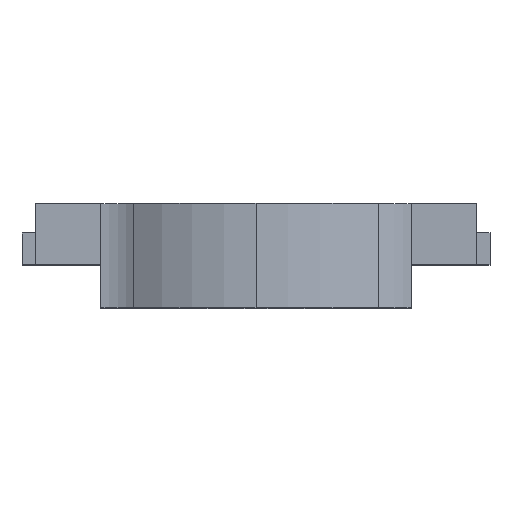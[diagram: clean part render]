
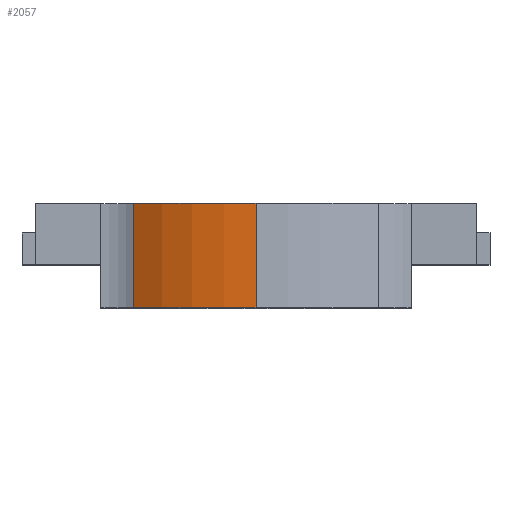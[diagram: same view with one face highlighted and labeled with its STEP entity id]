
A CAD part, top view. The second image highlights one B-rep face of the part: STEP entity #2057.
In plain terms, the highlighted cylindrical face has radius 7.34 mm (diameter 14.68 mm), a partial arc.
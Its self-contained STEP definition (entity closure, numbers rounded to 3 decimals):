
#13 = EDGE_CURVE ( 'NONE', #2487, #2692, #716, .T. ) ;
#60 = AXIS2_PLACEMENT_3D ( 'NONE', #1381, #215, #2094 ) ;
#215 = DIRECTION ( 'NONE',  ( 0., 1., 0. ) ) ;
#312 = CARTESIAN_POINT ( 'NONE',  ( 0., 2.55, 0. ) ) ;
#563 = DIRECTION ( 'NONE',  ( 0., 0., 1. ) ) ;
#716 = LINE ( 'NONE', #1492, #1156 ) ;
#755 = VECTOR ( 'NONE', #2427, 1000. ) ;
#825 = CIRCLE ( 'NONE', #1013, 7.34 ) ;
#880 = CARTESIAN_POINT ( 'NONE',  ( 0., 3.55, 0. ) ) ;
#1013 = AXIS2_PLACEMENT_3D ( 'NONE', #880, #2685, #1572 ) ;
#1022 = EDGE_CURVE ( 'NONE', #2093, #2558, #2621, .T. ) ;
#1156 = VECTOR ( 'NONE', #1236, 1000. ) ;
#1232 = ORIENTED_EDGE ( 'NONE', *, *, #13, .F. ) ;
#1236 = DIRECTION ( 'NONE',  ( 0., 1., 0. ) ) ;
#1270 = DIRECTION ( 'NONE',  ( 0., 1., 0. ) ) ;
#1336 = CIRCLE ( 'NONE', #60, 7.34 ) ;
#1381 = CARTESIAN_POINT ( 'NONE',  ( 0., 0., 0. ) ) ;
#1492 = CARTESIAN_POINT ( 'NONE',  ( -4.154, 2.55, 6.051 ) ) ;
#1572 = DIRECTION ( 'NONE',  ( 0., 0., 1. ) ) ;
#1721 = EDGE_CURVE ( 'NONE', #2692, #2558, #825, .T. ) ;
#1813 = ORIENTED_EDGE ( 'NONE', *, *, #1721, .F. ) ;
#1898 = CARTESIAN_POINT ( 'NONE',  ( -4.154, 0., 6.051 ) ) ;
#1938 = CARTESIAN_POINT ( 'NONE',  ( 0., 2.55, 7.34 ) ) ;
#2057 = ADVANCED_FACE ( 'NONE', ( #2813 ), #2855, .T. ) ;
#2067 = ORIENTED_EDGE ( 'NONE', *, *, #1022, .T. ) ;
#2093 = VERTEX_POINT ( 'NONE', #2206 ) ;
#2094 = DIRECTION ( 'NONE',  ( 0., 0., 1. ) ) ;
#2155 = CARTESIAN_POINT ( 'NONE',  ( -4.154, 3.55, 6.051 ) ) ;
#2206 = CARTESIAN_POINT ( 'NONE',  ( 0., 0., 7.34 ) ) ;
#2296 = EDGE_LOOP ( 'NONE', ( #2471, #2067, #1813, #1232 ) ) ;
#2427 = DIRECTION ( 'NONE',  ( 0., 1., 0. ) ) ;
#2462 = EDGE_CURVE ( 'NONE', #2487, #2093, #1336, .T. ) ;
#2471 = ORIENTED_EDGE ( 'NONE', *, *, #2462, .T. ) ;
#2487 = VERTEX_POINT ( 'NONE', #1898 ) ;
#2535 = AXIS2_PLACEMENT_3D ( 'NONE', #312, #1270, #563 ) ;
#2558 = VERTEX_POINT ( 'NONE', #2570 ) ;
#2570 = CARTESIAN_POINT ( 'NONE',  ( 0., 3.55, 7.34 ) ) ;
#2621 = LINE ( 'NONE', #1938, #755 ) ;
#2685 = DIRECTION ( 'NONE',  ( 0., 1., 0. ) ) ;
#2692 = VERTEX_POINT ( 'NONE', #2155 ) ;
#2813 = FACE_OUTER_BOUND ( 'NONE', #2296, .T. ) ;
#2855 = CYLINDRICAL_SURFACE ( 'NONE', #2535, 7.34 ) ;
